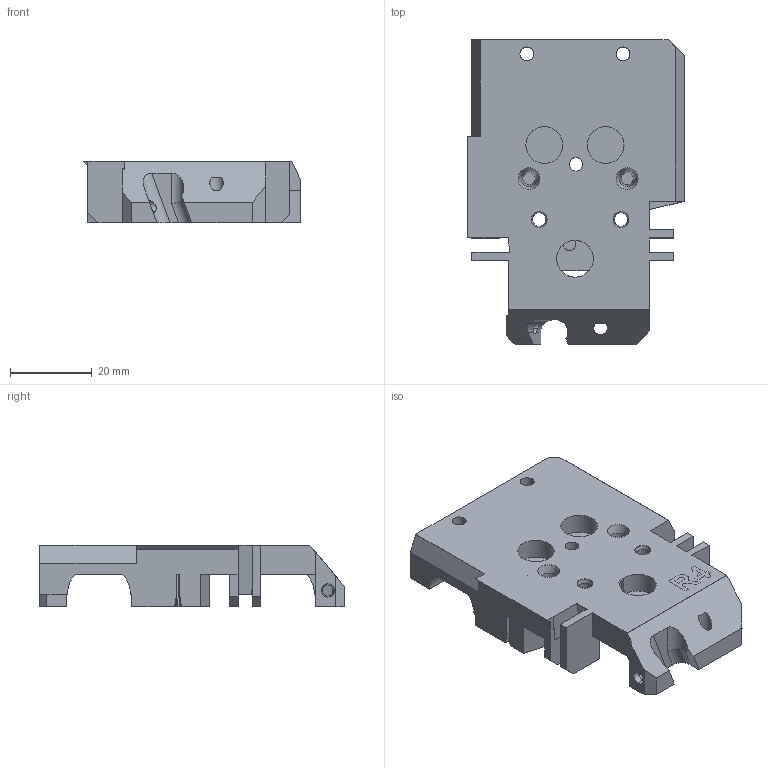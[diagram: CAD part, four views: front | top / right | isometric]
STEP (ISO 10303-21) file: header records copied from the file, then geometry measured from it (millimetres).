
FILE_DESCRIPTION(('FreeCAD Model'),'2;1');
FILE_NAME('Open CASCADE Shape Model','2025-06-01T00:32:45',(''),(''), 'Open CASCADE STEP processor 7.8','FreeCAD','Unknown');
FILE_SCHEMA(('AUTOMOTIVE_DESIGN { 1 0 10303 214 1 1 1 1 }'));
Length unit declared in the file: millimetre
Products named in the file (1): Mid
Bounding box: 53 x 74.5 x 15.05 mm (x, y, z)
Volume: 30129.4 mm3; surface area: 16544.3 mm2
Topology: 1 solids, 7 shells, 507 faces, 1466 edges, 977 vertices
Faces by surface type: plane 443, cylinder 43, cone 14, bspline 7
Full cylindrical faces by diameter (mm): 3.3 x5, 3.4 x4, 3.85 x2, 5.333 x2, 6 x2, 9 x3
Entity records: 17738 total; most frequent: CARTESIAN_POINT 4305, ORIENTED_EDGE 2932, DIRECTION 2580, EDGE_CURVE 1466, LINE 1236, VECTOR 1236, VERTEX_POINT 977, AXIS2_PLACEMENT_3D 672
